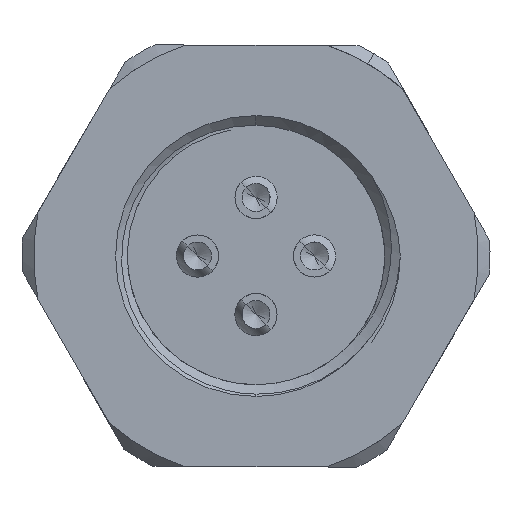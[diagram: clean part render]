
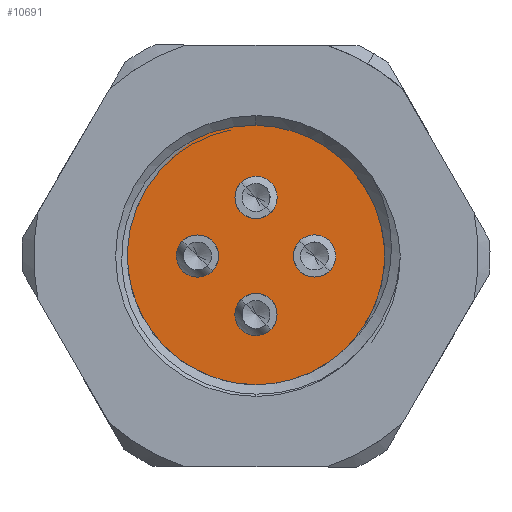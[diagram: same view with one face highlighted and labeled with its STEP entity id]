
A CAD part, left-side view. The second image highlights one B-rep face of the part: STEP entity #10691.
In plain terms, the highlighted planar face has unit normal (-1, 0, 0).
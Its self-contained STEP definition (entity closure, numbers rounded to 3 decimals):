
#39 = AXIS2_PLACEMENT_3D ( 'NONE', #119, #2160, #11686 ) ;
#80 = ORIENTED_EDGE ( 'NONE', *, *, #3201, .F. ) ;
#119 = CARTESIAN_POINT ( 'NONE',  ( -13., 0., 0. ) ) ;
#137 = DIRECTION ( 'NONE',  ( -1., 0., 0. ) ) ;
#241 = DIRECTION ( 'NONE',  ( -1., 0., 0. ) ) ;
#381 = ORIENTED_EDGE ( 'NONE', *, *, #10835, .F. ) ;
#399 = CIRCLE ( 'NONE', #3754, 0.9 ) ;
#544 = DIRECTION ( 'NONE',  ( 0., 1., 0. ) ) ;
#663 = CARTESIAN_POINT ( 'NONE',  ( -13., 0.9, 2.5 ) ) ;
#915 = CARTESIAN_POINT ( 'NONE',  ( -13., -0.9, 2.5 ) ) ;
#1084 = CIRCLE ( 'NONE', #2849, 0.9 ) ;
#1154 = AXIS2_PLACEMENT_3D ( 'NONE', #12016, #5698, #1296 ) ;
#1296 = DIRECTION ( 'NONE',  ( 0., -1., 0. ) ) ;
#1570 = VERTEX_POINT ( 'NONE', #12647 ) ;
#1598 = DIRECTION ( 'NONE',  ( 1., 0., 0. ) ) ;
#1649 = CARTESIAN_POINT ( 'NONE',  ( -13., 2.5, 0. ) ) ;
#1717 = VERTEX_POINT ( 'NONE', #2384 ) ;
#2108 = EDGE_CURVE ( 'NONE', #2183, #1570, #4921, .T. ) ;
#2160 = DIRECTION ( 'NONE',  ( -1., 0., 0. ) ) ;
#2183 = VERTEX_POINT ( 'NONE', #4034 ) ;
#2283 = AXIS2_PLACEMENT_3D ( 'NONE', #1649, #9143, #5902 ) ;
#2306 = DIRECTION ( 'NONE',  ( 0., -1., 0. ) ) ;
#2336 = AXIS2_PLACEMENT_3D ( 'NONE', #4013, #9422, #7327 ) ;
#2384 = CARTESIAN_POINT ( 'NONE',  ( -13., -3.4, 0. ) ) ;
#2416 = AXIS2_PLACEMENT_3D ( 'NONE', #11830, #4378, #9802 ) ;
#2849 = AXIS2_PLACEMENT_3D ( 'NONE', #12898, #137, #2306 ) ;
#2863 = CARTESIAN_POINT ( 'NONE',  ( -13., 0.9, -2.5 ) ) ;
#2891 = EDGE_CURVE ( 'NONE', #8027, #3384, #1084, .T. ) ;
#2995 = CIRCLE ( 'NONE', #2336, 0.9 ) ;
#3031 = EDGE_CURVE ( 'NONE', #8226, #10670, #399, .T. ) ;
#3128 = FACE_OUTER_BOUND ( 'NONE', #10109, .T. ) ;
#3201 = EDGE_CURVE ( 'NONE', #1570, #2183, #3551, .T. ) ;
#3260 = FACE_BOUND ( 'NONE', #7022, .T. ) ;
#3384 = VERTEX_POINT ( 'NONE', #7486 ) ;
#3425 = DIRECTION ( 'NONE',  ( -1., 0., 0. ) ) ;
#3551 = CIRCLE ( 'NONE', #9389, 6. ) ;
#3598 = DIRECTION ( 'NONE',  ( 0., -1., 0. ) ) ;
#3754 = AXIS2_PLACEMENT_3D ( 'NONE', #3761, #7064, #11408 ) ;
#3761 = CARTESIAN_POINT ( 'NONE',  ( -13., 2.5, 0. ) ) ;
#4013 = CARTESIAN_POINT ( 'NONE',  ( -13., 0., 2.5 ) ) ;
#4034 = CARTESIAN_POINT ( 'NONE',  ( -13., -6., 0. ) ) ;
#4282 = ORIENTED_EDGE ( 'NONE', *, *, #3031, .F. ) ;
#4378 = DIRECTION ( 'NONE',  ( -1., 0., 0. ) ) ;
#4603 = DIRECTION ( 'NONE',  ( 0., -1., 0. ) ) ;
#4921 = CIRCLE ( 'NONE', #10074, 6. ) ;
#5257 = ORIENTED_EDGE ( 'NONE', *, *, #2108, .F. ) ;
#5426 = FACE_BOUND ( 'NONE', #12080, .T. ) ;
#5698 = DIRECTION ( 'NONE',  ( -1., 0., 0. ) ) ;
#5902 = DIRECTION ( 'NONE',  ( 0., -1., 0. ) ) ;
#5926 = EDGE_CURVE ( 'NONE', #1717, #9689, #7834, .T. ) ;
#5977 = ORIENTED_EDGE ( 'NONE', *, *, #13824, .F. ) ;
#6038 = AXIS2_PLACEMENT_3D ( 'NONE', #13052, #3425, #4603 ) ;
#6066 = DIRECTION ( 'NONE',  ( 1., 0., 0. ) ) ;
#6141 = DIRECTION ( 'NONE',  ( 0., 1., 0. ) ) ;
#6170 = VERTEX_POINT ( 'NONE', #915 ) ;
#6293 = EDGE_CURVE ( 'NONE', #6170, #8846, #9139, .T. ) ;
#6687 = CARTESIAN_POINT ( 'NONE',  ( -13., -2.5, 0. ) ) ;
#6785 = CARTESIAN_POINT ( 'NONE',  ( -13., 3.4, 0. ) ) ;
#6855 = CARTESIAN_POINT ( 'NONE',  ( -13., 0., 0. ) ) ;
#6893 = EDGE_LOOP ( 'NONE', ( #381, #7508 ) ) ;
#7022 = EDGE_LOOP ( 'NONE', ( #7684, #5977 ) ) ;
#7064 = DIRECTION ( 'NONE',  ( -1., 0., 0. ) ) ;
#7276 = CARTESIAN_POINT ( 'NONE',  ( -13., 0., 0. ) ) ;
#7327 = DIRECTION ( 'NONE',  ( 0., -1., 0. ) ) ;
#7414 = PLANE ( 'NONE',  #39 ) ;
#7486 = CARTESIAN_POINT ( 'NONE',  ( -13., -0.9, -2.5 ) ) ;
#7508 = ORIENTED_EDGE ( 'NONE', *, *, #2891, .F. ) ;
#7684 = ORIENTED_EDGE ( 'NONE', *, *, #6293, .F. ) ;
#7834 = CIRCLE ( 'NONE', #6038, 0.9 ) ;
#8027 = VERTEX_POINT ( 'NONE', #2863 ) ;
#8137 = ORIENTED_EDGE ( 'NONE', *, *, #10834, .F. ) ;
#8226 = VERTEX_POINT ( 'NONE', #6785 ) ;
#8325 = CIRCLE ( 'NONE', #1154, 0.9 ) ;
#8727 = FACE_BOUND ( 'NONE', #6893, .T. ) ;
#8846 = VERTEX_POINT ( 'NONE', #663 ) ;
#9139 = CIRCLE ( 'NONE', #2416, 0.9 ) ;
#9143 = DIRECTION ( 'NONE',  ( -1., 0., 0. ) ) ;
#9389 = AXIS2_PLACEMENT_3D ( 'NONE', #6855, #1598, #544 ) ;
#9422 = DIRECTION ( 'NONE',  ( -1., 0., 0. ) ) ;
#9689 = VERTEX_POINT ( 'NONE', #10669 ) ;
#9802 = DIRECTION ( 'NONE',  ( 0., -1., 0. ) ) ;
#10074 = AXIS2_PLACEMENT_3D ( 'NONE', #7276, #6066, #6141 ) ;
#10104 = AXIS2_PLACEMENT_3D ( 'NONE', #6687, #241, #3598 ) ;
#10109 = EDGE_LOOP ( 'NONE', ( #80, #5257 ) ) ;
#10669 = CARTESIAN_POINT ( 'NONE',  ( -13., -1.6, 0. ) ) ;
#10670 = VERTEX_POINT ( 'NONE', #13784 ) ;
#10691 = ADVANCED_FACE ( 'NONE', ( #8727, #10903, #5426, #3260, #3128 ), #7414, .T. ) ;
#10834 = EDGE_CURVE ( 'NONE', #9689, #1717, #13024, .T. ) ;
#10835 = EDGE_CURVE ( 'NONE', #3384, #8027, #8325, .T. ) ;
#10903 = FACE_BOUND ( 'NONE', #13366, .T. ) ;
#11012 = EDGE_CURVE ( 'NONE', #10670, #8226, #13699, .T. ) ;
#11408 = DIRECTION ( 'NONE',  ( 0., -1., 0. ) ) ;
#11686 = DIRECTION ( 'NONE',  ( 0., -1., 0. ) ) ;
#11830 = CARTESIAN_POINT ( 'NONE',  ( -13., 0., 2.5 ) ) ;
#12016 = CARTESIAN_POINT ( 'NONE',  ( -13., 0., -2.5 ) ) ;
#12080 = EDGE_LOOP ( 'NONE', ( #12192, #8137 ) ) ;
#12192 = ORIENTED_EDGE ( 'NONE', *, *, #5926, .F. ) ;
#12591 = ORIENTED_EDGE ( 'NONE', *, *, #11012, .F. ) ;
#12647 = CARTESIAN_POINT ( 'NONE',  ( -13., 6., 0. ) ) ;
#12898 = CARTESIAN_POINT ( 'NONE',  ( -13., 0., -2.5 ) ) ;
#13024 = CIRCLE ( 'NONE', #10104, 0.9 ) ;
#13052 = CARTESIAN_POINT ( 'NONE',  ( -13., -2.5, 0. ) ) ;
#13366 = EDGE_LOOP ( 'NONE', ( #12591, #4282 ) ) ;
#13699 = CIRCLE ( 'NONE', #2283, 0.9 ) ;
#13784 = CARTESIAN_POINT ( 'NONE',  ( -13., 1.6, 0. ) ) ;
#13824 = EDGE_CURVE ( 'NONE', #8846, #6170, #2995, .T. ) ;
